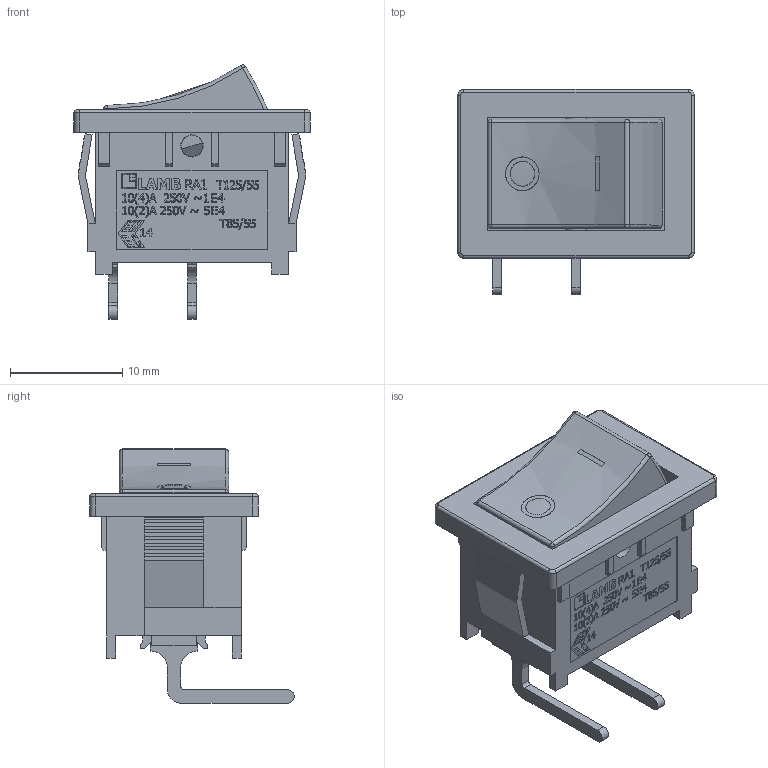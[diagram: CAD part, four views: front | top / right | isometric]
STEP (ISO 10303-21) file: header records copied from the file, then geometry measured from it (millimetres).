
FILE_DESCRIPTION(/* description */ (''),/* implementation_level */ '2;1');
FILE_NAME(/* name */ 'RA1H1C112R.stp',/* time_stamp */ '2023-02-15T17:04:02-06:00',/* author */ ('mwilliams'),/* organization */ (''),/* preprocessor_version */ 'ST-DEVELOPER v18',/* originating_system */ 'Autodesk Inventor 2020',/* authorisation */ '');
FILE_SCHEMA (('AUTOMOTIVE_DESIGN { 1 0 10303 214 3 1 1 }'));
Length unit declared in the file: inch
Products named in the file (1): 000001422_Shrinkwrap_1
Bounding box: 21 x 18.2 x 22.6 mm (x, y, z)
Volume: 1500 mm3; surface area: 3393.5 mm2
Topology: 2 solids, 2 shells, 1091 faces, 2971 edges, 1972 vertices
Faces by surface type: plane 736, bspline 307, cylinder 38, torus 6, sphere 4
Full cylindrical faces by diameter (mm): 2 x2
Entity records: 39638 total; most frequent: CARTESIAN_POINT 12899, ORIENTED_EDGE 5942, DIRECTION 4027, EDGE_CURVE 2971, LINE 2265, VECTOR 2265, VERTEX_POINT 1972, EDGE_LOOP 1183
